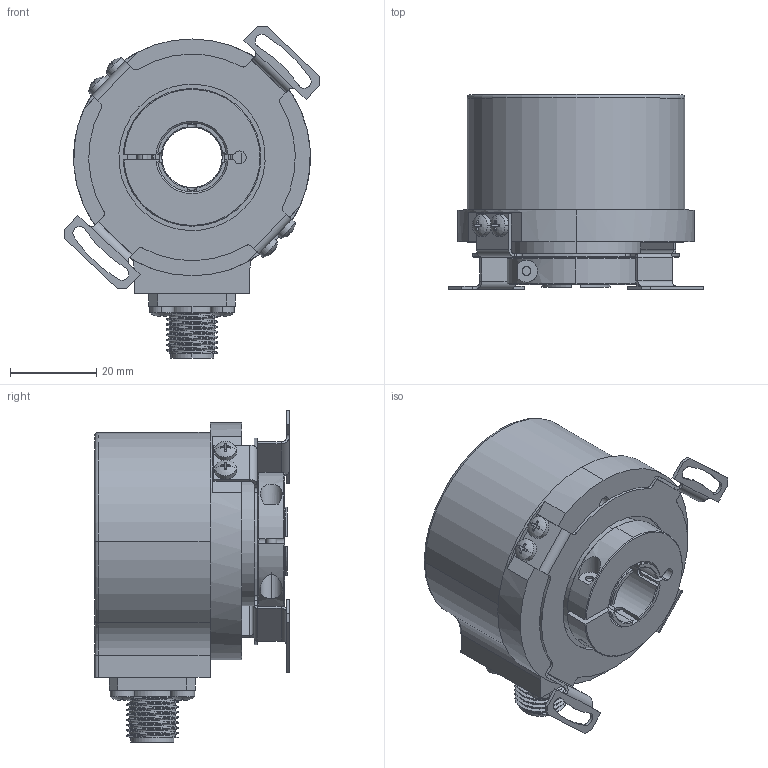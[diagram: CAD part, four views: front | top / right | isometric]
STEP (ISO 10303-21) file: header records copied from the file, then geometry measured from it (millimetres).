
FILE_DESCRIPTION (( 'STEP AP214' ), '1' );
FILE_NAME ('ELCO_EV50W14(R)-xxPR-xxxxM5.step', '2025-03-21T06:21:51', ( '' ), ( '' ), 'SwSTEP 2.0', 'SolidWorks 2023', '' );
FILE_SCHEMA (( 'AUTOMOTIVE_DESIGN' ));
Length unit declared in the file: millimetre
Products named in the file (1): ELCO_EV50W14(R)-xxPR-xxxxM5
Bounding box: 59.25 x 45.21 x 77.11 mm (x, y, z)
Volume: 45590.5 mm3; surface area: 42347 mm2
Topology: 19 solids, 20 shells, 992 faces, 2898 edges, 1864 vertices
Faces by surface type: plane 326, cylinder 313, torus 158, cone 104, sphere 72, bspline 19
Entity records: 47156 total; most frequent: CARTESIAN_POINT 11107, ORIENTED_EDGE 5396, DIRECTION 5205, EDGE_CURVE 2698, AXIS2_PLACEMENT_3D 2153, VERTEX_POINT 1752, CIRCLE 1179, EDGE_LOOP 1098
